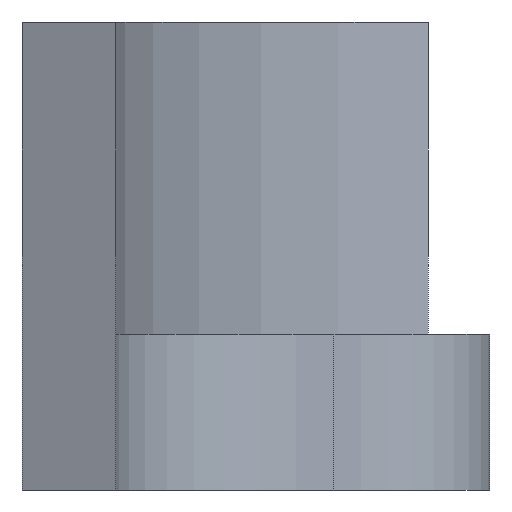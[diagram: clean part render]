
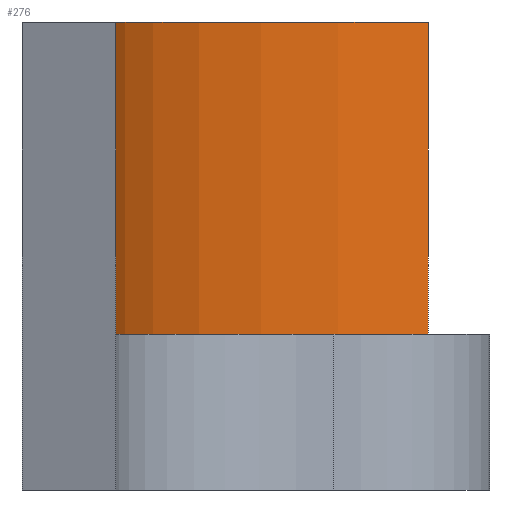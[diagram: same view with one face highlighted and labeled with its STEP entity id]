
A CAD part, left-side view. The second image highlights one B-rep face of the part: STEP entity #276.
In plain terms, the highlighted cylindrical face has radius 23 mm (diameter 46.001 mm), a partial arc.
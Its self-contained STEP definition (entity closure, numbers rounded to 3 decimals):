
#18 = CARTESIAN_POINT ( 'NONE',  ( 58.5, 23., 15. ) ) ;
#27 = CARTESIAN_POINT ( 'NONE',  ( 58.5, 0., 0. ) ) ;
#29 = LINE ( 'NONE', #349, #322 ) ;
#31 = CARTESIAN_POINT ( 'NONE',  ( 58.5, 23., 15. ) ) ;
#52 = CARTESIAN_POINT ( 'NONE',  ( 58.5, 23., 0. ) ) ;
#55 = VERTEX_POINT ( 'NONE', #18 ) ;
#114 = DIRECTION ( 'NONE',  ( 0., 0., 1. ) ) ;
#148 = CARTESIAN_POINT ( 'NONE',  ( 58.5, 0., 15. ) ) ;
#172 = EDGE_CURVE ( 'NONE', #338, #55, #313, .T. ) ;
#182 = EDGE_CURVE ( 'NONE', #338, #500, #29, .T. ) ;
#193 = EDGE_CURVE ( 'NONE', #55, #450, #228, .T. ) ;
#222 = ORIENTED_EDGE ( 'NONE', *, *, #238, .F. ) ;
#228 = LINE ( 'NONE', #31, #489 ) ;
#238 = EDGE_CURVE ( 'NONE', #500, #450, #430, .T. ) ;
#247 = ORIENTED_EDGE ( 'NONE', *, *, #182, .F. ) ;
#261 = DIRECTION ( 'NONE',  ( 0., 0., -1. ) ) ;
#263 = CYLINDRICAL_SURFACE ( 'NONE', #346, 23. ) ;
#269 = CARTESIAN_POINT ( 'NONE',  ( 77.485, 12.983, 15. ) ) ;
#276 = ADVANCED_FACE ( 'NONE', ( #512 ), #263, .F. ) ;
#286 = CARTESIAN_POINT ( 'NONE',  ( 77.485, 12.983, 0. ) ) ;
#308 = AXIS2_PLACEMENT_3D ( 'NONE', #27, #503, #350 ) ;
#309 = DIRECTION ( 'NONE',  ( -1., 0., 0. ) ) ;
#311 = CARTESIAN_POINT ( 'NONE',  ( 58.5, 0., 15. ) ) ;
#313 = CIRCLE ( 'NONE', #515, 23. ) ;
#322 = VECTOR ( 'NONE', #426, 1000. ) ;
#338 = VERTEX_POINT ( 'NONE', #269 ) ;
#346 = AXIS2_PLACEMENT_3D ( 'NONE', #148, #428, #309 ) ;
#349 = CARTESIAN_POINT ( 'NONE',  ( 77.485, 12.983, 15. ) ) ;
#350 = DIRECTION ( 'NONE',  ( 1., 0., 0. ) ) ;
#426 = DIRECTION ( 'NONE',  ( 0., 0., -1. ) ) ;
#428 = DIRECTION ( 'NONE',  ( 0., 0., -1. ) ) ;
#430 = CIRCLE ( 'NONE', #308, 23. ) ;
#450 = VERTEX_POINT ( 'NONE', #52 ) ;
#467 = ORIENTED_EDGE ( 'NONE', *, *, #172, .T. ) ;
#476 = ORIENTED_EDGE ( 'NONE', *, *, #193, .T. ) ;
#489 = VECTOR ( 'NONE', #261, 1000. ) ;
#490 = EDGE_LOOP ( 'NONE', ( #222, #247, #467, #476 ) ) ;
#500 = VERTEX_POINT ( 'NONE', #286 ) ;
#503 = DIRECTION ( 'NONE',  ( 0., 0., 1. ) ) ;
#508 = DIRECTION ( 'NONE',  ( 1., 0., 0. ) ) ;
#512 = FACE_OUTER_BOUND ( 'NONE', #490, .T. ) ;
#515 = AXIS2_PLACEMENT_3D ( 'NONE', #311, #114, #508 ) ;
